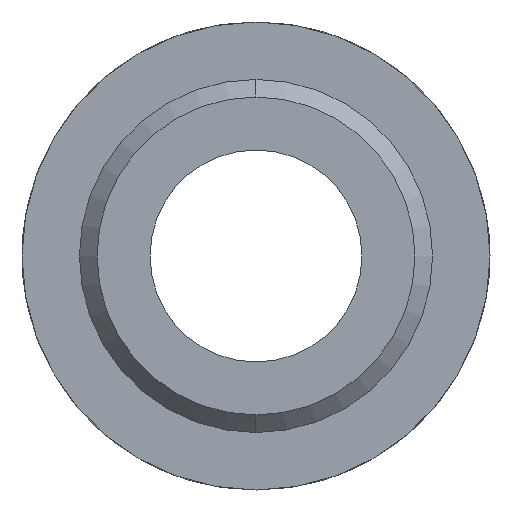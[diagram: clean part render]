
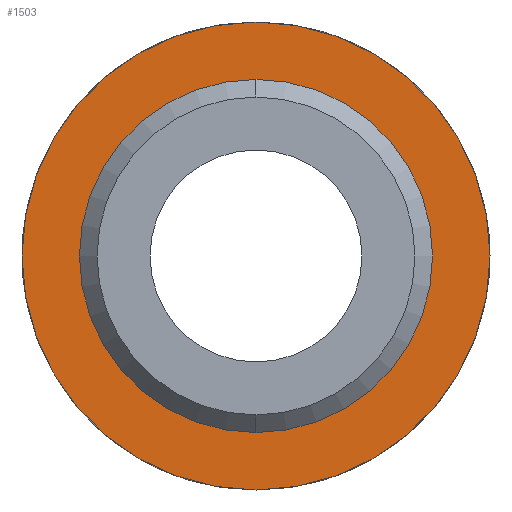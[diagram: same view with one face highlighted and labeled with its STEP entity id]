
A CAD part, left-side view. The second image highlights one B-rep face of the part: STEP entity #1503.
In plain terms, the highlighted planar face has unit normal (-1, 0, 0).
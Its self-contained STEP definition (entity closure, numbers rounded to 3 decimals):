
#1503=ADVANCED_FACE('',(#1715,#1716),#1686,.F.);
#1686=PLANE('',#4260);
#1715=FACE_BOUND('',#1915,.T.);
#1716=FACE_BOUND('',#1916,.T.);
#1915=EDGE_LOOP('',(#2993,#2994));
#1916=EDGE_LOOP('',(#2995,#2996));
#2993=ORIENTED_EDGE('',*,*,#3502,.F.);
#2994=ORIENTED_EDGE('',*,*,#3517,.F.);
#2995=ORIENTED_EDGE('',*,*,#3964,.T.);
#2996=ORIENTED_EDGE('',*,*,#3965,.T.);
#3107=VERTEX_POINT('',#5481);
#3108=VERTEX_POINT('',#5483);
#3413=VERTEX_POINT('',#6412);
#3414=VERTEX_POINT('',#6413);
#3502=EDGE_CURVE('',#3107,#3108,#4013,.T.);
#3517=EDGE_CURVE('',#3108,#3107,#4019,.T.);
#3964=EDGE_CURVE('',#3413,#3414,#4021,.T.);
#3965=EDGE_CURVE('',#3414,#3413,#4022,.T.);
#4013=CIRCLE('',#4088,13.25);
#4019=CIRCLE('',#4097,13.25);
#4021=CIRCLE('',#4258,10.);
#4022=CIRCLE('',#4259,10.);
#4088=AXIS2_PLACEMENT_3D('',#5482,#4442,#4443);
#4097=AXIS2_PLACEMENT_3D('',#5509,#4469,#4470);
#4258=AXIS2_PLACEMENT_3D('',#6411,#5236,#5237);
#4259=AXIS2_PLACEMENT_3D('',#6414,#5238,#5239);
#4260=AXIS2_PLACEMENT_3D('',#6415,#5240,#5241);
#4442=DIRECTION('',(1.,0.,0.));
#4443=DIRECTION('',(0.,0.,1.));
#4469=DIRECTION('',(1.,0.,0.));
#4470=DIRECTION('',(0.,0.,-1.));
#5236=DIRECTION('',(1.,0.,0.));
#5237=DIRECTION('',(0.,0.,1.));
#5238=DIRECTION('',(1.,0.,0.));
#5239=DIRECTION('',(0.,0.,-1.));
#5240=DIRECTION('',(1.,0.,0.));
#5241=DIRECTION('',(0.,0.,1.));
#5481=CARTESIAN_POINT('',(9.,0.,13.25));
#5482=CARTESIAN_POINT('',(9.,0.,0.));
#5483=CARTESIAN_POINT('',(9.,0.,-13.25));
#5509=CARTESIAN_POINT('',(9.,0.,0.));
#6411=CARTESIAN_POINT('',(9.,0.,0.));
#6412=CARTESIAN_POINT('',(9.,0.,10.));
#6413=CARTESIAN_POINT('',(9.,0.,-10.));
#6414=CARTESIAN_POINT('',(9.,0.,0.));
#6415=CARTESIAN_POINT('',(9.,0.,0.));
